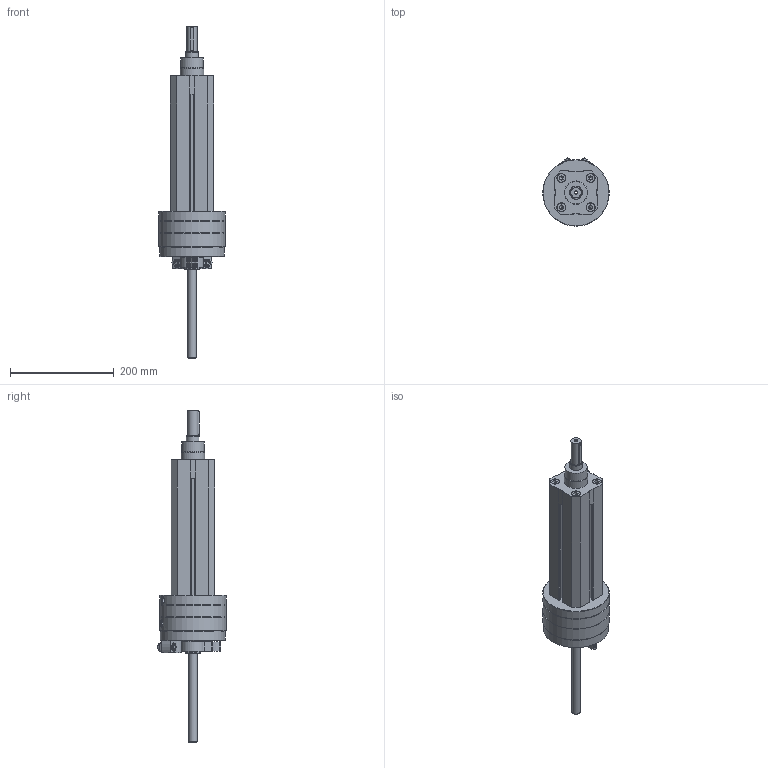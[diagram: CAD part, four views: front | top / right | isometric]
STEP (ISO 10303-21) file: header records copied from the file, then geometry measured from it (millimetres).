
FILE_DESCRIPTION(/* description */ ('STEP AP214'),/* implementation_level */ '2;1');
FILE_NAME(/* name */ '556759_DSL-40-125-270-P-A-S20-KF-B',/* time_stamp */ '2024-08-21T17:15:24+02:00',/* author */ ('License CC BY-ND 4.0'),/* organization */ ('CADENAS'),/* preprocessor_version */ 'ST-DEVELOPER v19.3',/* originating_system */ 'PARTsolutions',/* authorisation */ ' ');
FILE_SCHEMA (('AUTOMOTIVE_DESIGN {1 0 10303 214 3 1 1}'));
Length unit declared in the file: millimetre
Products named in the file (12): 556759 DSL-40-125-270-P-A-S20-KF-B---(0_0); 556759 DSL-40-125-270-P-A-S20-KF-B-125_bz; 704067 DSM-40-BR---(HZ); 710518 DSM-40-P-B; 371076 SLT-20; 342623 DSM-40_NS; DIN-912 - M8x30(F); 348988 SPZ-25-P-A M16X1-5-19; 704066 DSM-40-BL---(HZ); 556759 DSL-125-0_k_kf; 306999 DSL; Shim ring DIN 988 30x42x2.5
Assembly tree (16 placements, depth 2):
  556759 DSL-40-125-270-P-A-S20-KF-B---(0_0)
    556759 DSL-40-125-270-P-A-S20-KF-B-125_bz
    704067 DSM-40-BR---(HZ)
    710518 DSM-40-P-B  x2
    371076 SLT-20  x2
    342623 DSM-40_NS  x2
    DIN-912 - M8x30(F)  x2
    348988 SPZ-25-P-A M16X1-5-19  x2
    704066 DSM-40-BL---(HZ)
    556759 DSL-125-0_k_kf
    306999 DSL
    Shim ring DIN 988 30x42x2.5
Bounding box: 128 x 131.55 x 639 mm (x, y, z)
Volume: 2672405.1 mm3; surface area: 330001.6 mm2
Topology: 16 solids, 16 shells, 513 faces, 1224 edges, 772 vertices
Faces by surface type: plane 265, cylinder 162, cone 82, torus 4
Full cylindrical faces by diameter (mm): 1.567 x2, 2.5 x2, 5.6 x1, 5.917 x1, 6.647 x6, 8 x6, 8.566 x5, 9 x2, 9.6 x2, 13 x2, 14.917 x4, 15 x6, 16 x4, 17 x4, 20 x1, 25 x2, 30 x3, 42 x1, 43 x1, 45 x1, 53 x1, 61 x1, 78.5 x1, 90 x1, 122 x1, 125 x1, 127.65 x1, 128 x2
Entity records: 12450 total; most frequent: CARTESIAN_POINT 2258, DIRECTION 2139, ORIENTED_EDGE 1826, EDGE_CURVE 913, AXIS2_PLACEMENT_3D 809, VERTEX_POINT 650, FACE_BOUND 611, EDGE_LOOP 603
